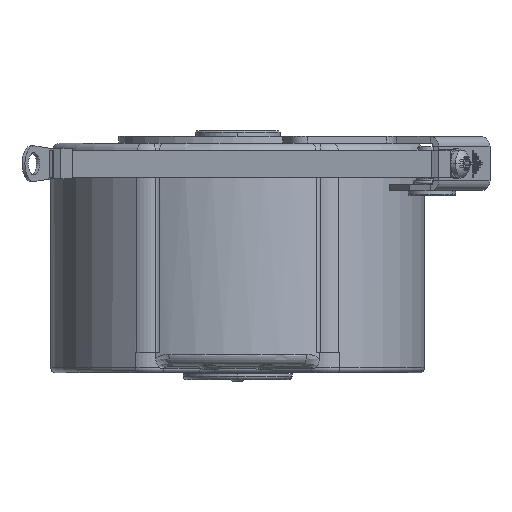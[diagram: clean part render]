
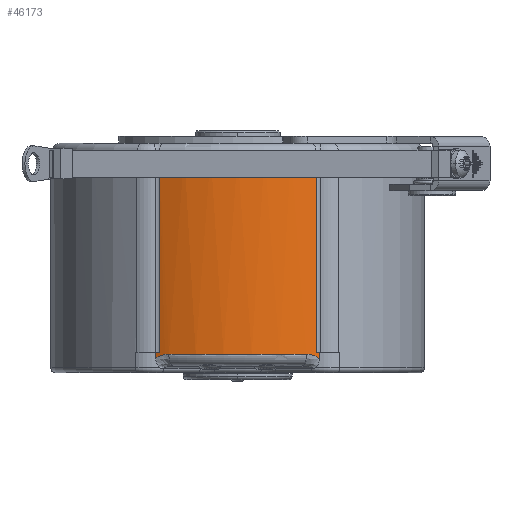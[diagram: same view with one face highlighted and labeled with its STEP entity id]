
A CAD part, front view. The second image highlights one B-rep face of the part: STEP entity #46173.
In plain terms, the highlighted cylindrical face has radius 53 mm (diameter 106 mm), a partial arc.
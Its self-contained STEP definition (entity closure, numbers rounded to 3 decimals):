
#7020=DIRECTION('',(0.,0.,-1.));
#7021=VECTOR('',#7020,58.5);
#7022=CARTESIAN_POINT('',(-23.08,-47.711,8.3));
#7023=LINE('',#7022,#7021);
#7038=CARTESIAN_POINT('',(0.,0.,-50.2));
#7039=DIRECTION('',(0.,0.,1.));
#7040=DIRECTION('',(0.435,-0.9,0.));
#7041=AXIS2_PLACEMENT_3D('',#7038,#7039,#7040);
#7043=DIRECTION('',(0.,0.,-1.));
#7044=VECTOR('',#7043,1.909);
#7045=CARTESIAN_POINT('',(24.096,-47.206,-50.2));
#7046=LINE('',#7045,#7044);
#7047=CARTESIAN_POINT('',(24.096,-47.206,
-52.109));
#7048=CARTESIAN_POINT('',(24.046,-47.231,
-52.062));
#7049=CARTESIAN_POINT('',(23.942,-47.284,
-51.969));
#7050=CARTESIAN_POINT('',(23.775,-47.368,
-51.834));
#7051=CARTESIAN_POINT('',(23.6,-47.456,
-51.704));
#7052=CARTESIAN_POINT('',(23.415,-47.548,
-51.58));
#7053=CARTESIAN_POINT('',(23.22,-47.643,
-51.461));
#7054=CARTESIAN_POINT('',(23.015,-47.742,
-51.349));
#7055=CARTESIAN_POINT('',(22.801,-47.845,
-51.244));
#7056=CARTESIAN_POINT('',(22.578,-47.951,
-51.147));
#7057=CARTESIAN_POINT('',(22.345,-48.059,
-51.057));
#7058=CARTESIAN_POINT('',(22.104,-48.171,
-50.977));
#7059=CARTESIAN_POINT('',(21.853,-48.285,
-50.905));
#7060=CARTESIAN_POINT('',(21.595,-48.401,
-50.844));
#7061=CARTESIAN_POINT('',(21.329,-48.519,
-50.792));
#7062=CARTESIAN_POINT('',(21.055,-48.638,
-50.751));
#7063=CARTESIAN_POINT('',(20.776,-48.759,
-50.722));
#7064=CARTESIAN_POINT('',(20.49,-48.879,
-50.704));
#7065=CARTESIAN_POINT('',(20.297,-48.959,
-50.7));
#7066=CARTESIAN_POINT('',(20.2,-49.,-50.7));
#7068=CARTESIAN_POINT('',(0.,0.,-50.7));
#7069=DIRECTION('',(0.,0.,-1.));
#7070=DIRECTION('',(0.381,-0.925,0.));
#7071=AXIS2_PLACEMENT_3D('',#7068,#7069,#7070);
#7073=CARTESIAN_POINT('',(-20.2,-49.,-50.7));
#7074=CARTESIAN_POINT('',(-20.297,-48.959,
-50.7));
#7075=CARTESIAN_POINT('',(-20.491,-48.879,
-50.704));
#7076=CARTESIAN_POINT('',(-20.776,-48.758,
-50.722));
#7077=CARTESIAN_POINT('',(-21.056,-48.638,
-50.752));
#7078=CARTESIAN_POINT('',(-21.329,-48.519,
-50.792));
#7079=CARTESIAN_POINT('',(-21.595,-48.401,
-50.844));
#7080=CARTESIAN_POINT('',(-21.854,-48.285,
-50.905));
#7081=CARTESIAN_POINT('',(-22.104,-48.171,
-50.977));
#7082=CARTESIAN_POINT('',(-22.345,-48.059,
-51.058));
#7083=CARTESIAN_POINT('',(-22.578,-47.951,
-51.147));
#7084=CARTESIAN_POINT('',(-22.801,-47.845,
-51.244));
#7085=CARTESIAN_POINT('',(-23.015,-47.742,
-51.349));
#7086=CARTESIAN_POINT('',(-23.22,-47.643,
-51.461));
#7087=CARTESIAN_POINT('',(-23.414,-47.548,
-51.58));
#7088=CARTESIAN_POINT('',(-23.6,-47.456,
-51.704));
#7089=CARTESIAN_POINT('',(-23.776,-47.368,
-51.834));
#7090=CARTESIAN_POINT('',(-23.942,-47.284,
-51.969));
#7091=CARTESIAN_POINT('',(-24.046,-47.231,
-52.062));
#7092=CARTESIAN_POINT('',(-24.096,-47.206,
-52.109));
#7094=DIRECTION('',(0.,0.,1.));
#7095=VECTOR('',#7094,1.909);
#7096=CARTESIAN_POINT('',(-24.096,-47.206,
-52.109));
#7097=LINE('',#7096,#7095);
#7098=CARTESIAN_POINT('',(0.,0.,-50.2));
#7099=DIRECTION('',(0.,0.,1.));
#7100=DIRECTION('',(-0.455,-0.891,0.));
#7101=AXIS2_PLACEMENT_3D('',#7098,#7099,#7100);
#7103=CARTESIAN_POINT('',(0.,0.,8.3));
#7104=DIRECTION('',(0.,0.,-1.));
#7105=DIRECTION('',(0.435,-0.9,0.));
#7106=AXIS2_PLACEMENT_3D('',#7103,#7104,#7105);
#7117=DIRECTION('',(0.,0.,1.));
#7118=VECTOR('',#7117,58.5);
#7119=CARTESIAN_POINT('',(23.08,-47.711,-50.2));
#7120=LINE('',#7119,#7118);
#36052=VERTEX_POINT('',#7073);
#36053=VERTEX_POINT('',#7092);
#36055=CARTESIAN_POINT('',(20.2,-49.,-50.7));
#36056=VERTEX_POINT('',#36055);
#36060=VERTEX_POINT('',#7047);
#37134=CARTESIAN_POINT('',(23.08,-47.711,8.3));
#37135=CARTESIAN_POINT('',(-23.08,-47.711,8.3));
#37136=VERTEX_POINT('',#37134);
#37137=VERTEX_POINT('',#37135);
#37622=CARTESIAN_POINT('',(-24.096,-47.206,-50.2));
#37623=CARTESIAN_POINT('',(-23.08,-47.711,-50.2));
#37624=VERTEX_POINT('',#37622);
#37625=VERTEX_POINT('',#37623);
#37626=CARTESIAN_POINT('',(23.08,-47.711,-50.2));
#37627=CARTESIAN_POINT('',(24.096,-47.206,-50.2));
#37628=VERTEX_POINT('',#37626);
#37629=VERTEX_POINT('',#37627);
#46147=CARTESIAN_POINT('',(0.,0.,-54.2));
#46148=DIRECTION('',(0.,0.,1.));
#46149=DIRECTION('',(1.,0.,0.));
#46150=AXIS2_PLACEMENT_3D('',#46147,#46148,#46149);
#46151=CYLINDRICAL_SURFACE('',#46150,53.);
#46153=ORIENTED_EDGE('',*,*,#46152,.F.);
#46155=ORIENTED_EDGE('',*,*,#46154,.T.);
#46157=ORIENTED_EDGE('',*,*,#46156,.T.);
#46159=ORIENTED_EDGE('',*,*,#46158,.T.);
#46161=ORIENTED_EDGE('',*,*,#46160,.T.);
#46163=ORIENTED_EDGE('',*,*,#46162,.T.);
#46165=ORIENTED_EDGE('',*,*,#46164,.T.);
#46167=ORIENTED_EDGE('',*,*,#46166,.T.);
#46168=ORIENTED_EDGE('',*,*,#46130,.F.);
#46170=ORIENTED_EDGE('',*,*,#46169,.F.);
#46171=EDGE_LOOP('',(#46153,#46155,#46157,#46159,#46161,#46163,#46165,#46167,
#46168,#46170));
#46172=FACE_OUTER_BOUND('',#46171,.F.);
#7042=CIRCLE('',#7041,53.);
#7067=B_SPLINE_CURVE_WITH_KNOTS('',3,(#7047,#7048,#7049,#7050,#7051,#7052,#7053,
#7054,#7055,#7056,#7057,#7058,#7059,#7060,#7061,#7062,#7063,#7064,#7065,#7066),
.UNSPECIFIED.,.F.,.F.,(4,1,1,1,1,1,1,1,1,1,1,1,1,1,1,1,1,4),(0.,
0.059,0.118,0.176,0.235,
0.294,0.353,0.412,0.471,
0.529,0.588,0.647,0.706,
0.765,0.824,0.882,0.941,1.),
.UNSPECIFIED.);
#7072=CIRCLE('',#7071,53.);
#7093=B_SPLINE_CURVE_WITH_KNOTS('',3,(#7073,#7074,#7075,#7076,#7077,#7078,#7079,
#7080,#7081,#7082,#7083,#7084,#7085,#7086,#7087,#7088,#7089,#7090,#7091,#7092),
.UNSPECIFIED.,.F.,.F.,(4,1,1,1,1,1,1,1,1,1,1,1,1,1,1,1,1,4),(0.,
0.059,0.118,0.176,0.235,
0.294,0.353,0.412,0.471,
0.529,0.588,0.647,0.706,
0.765,0.824,0.882,0.941,1.),
.UNSPECIFIED.);
#7102=CIRCLE('',#7101,53.);
#7107=CIRCLE('',#7106,53.);
#46130=EDGE_CURVE('',#37137,#37625,#7023,.T.);
#46152=EDGE_CURVE('',#37628,#37136,#7120,.T.);
#46154=EDGE_CURVE('',#37628,#37629,#7042,.T.);
#46156=EDGE_CURVE('',#37629,#36060,#7046,.T.);
#46158=EDGE_CURVE('',#36060,#36056,#7067,.T.);
#46160=EDGE_CURVE('',#36056,#36052,#7072,.T.);
#46162=EDGE_CURVE('',#36052,#36053,#7093,.T.);
#46164=EDGE_CURVE('',#36053,#37624,#7097,.T.);
#46166=EDGE_CURVE('',#37624,#37625,#7102,.T.);
#46169=EDGE_CURVE('',#37136,#37137,#7107,.T.);
#46173=ADVANCED_FACE('',(#46172),#46151,.T.);
